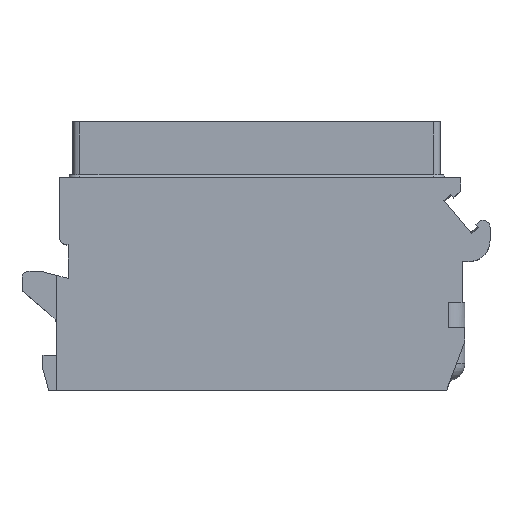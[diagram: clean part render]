
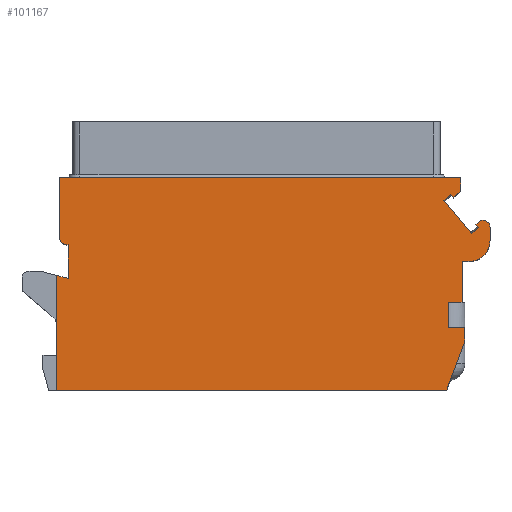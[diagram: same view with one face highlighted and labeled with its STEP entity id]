
A CAD part, top view. The second image highlights one B-rep face of the part: STEP entity #101167.
In plain terms, the highlighted planar face has unit normal (0, 0, 1).
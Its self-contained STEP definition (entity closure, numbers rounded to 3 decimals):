
#98=DIRECTION('',(0.643,-0.766,0.));
#99=VECTOR('',#98,0.3);
#100=CARTESIAN_POINT('',(15.698,11.873,7.));
#101=LINE('',#100,#99);
#102=DIRECTION('',(0.766,0.643,0.));
#103=VECTOR('',#102,0.236);
#104=CARTESIAN_POINT('',(15.698,11.873,7.));
#105=LINE('',#104,#103);
#106=DIRECTION('',(0.,1.,0.));
#107=VECTOR('',#106,0.942);
#108=CARTESIAN_POINT('',(16.7,10.7,7.));
#109=LINE('',#108,#107);
#110=DIRECTION('',(-1.,0.,0.));
#111=VECTOR('',#110,0.5);
#112=CARTESIAN_POINT('',(15.2,9.2,7.));
#113=LINE('',#112,#111);
#114=DIRECTION('',(0.,-1.,0.));
#115=VECTOR('',#114,2.9);
#116=CARTESIAN_POINT('',(14.7,9.2,7.));
#117=LINE('',#116,#115);
#118=DIRECTION('',(-1.,0.,0.));
#119=VECTOR('',#118,1.);
#120=CARTESIAN_POINT('',(14.7,6.3,7.));
#121=LINE('',#120,#119);
#122=DIRECTION('',(0.,-1.,0.));
#123=VECTOR('',#122,1.8);
#124=CARTESIAN_POINT('',(13.7,6.3,7.));
#125=LINE('',#124,#123);
#126=DIRECTION('',(1.,0.,0.));
#127=VECTOR('',#126,1.2);
#128=CARTESIAN_POINT('',(13.7,4.5,7.));
#129=LINE('',#128,#127);
#130=DIRECTION('',(0.,-1.,0.));
#131=VECTOR('',#130,1.);
#132=CARTESIAN_POINT('',(14.9,4.5,7.));
#133=LINE('',#132,#131);
#134=DIRECTION('',(-0.348,-0.937,0.));
#135=VECTOR('',#134,3.734);
#136=CARTESIAN_POINT('',(14.9,3.5,7.));
#137=LINE('',#136,#135);
#138=DIRECTION('',(1.,0.,0.));
#139=VECTOR('',#138,27.9);
#140=CARTESIAN_POINT('',(-14.3,0.,7.));
#141=LINE('',#140,#139);
#142=DIRECTION('',(0.966,-0.259,0.));
#143=VECTOR('',#142,0.828);
#144=CARTESIAN_POINT('',(-14.3,8.205,7.));
#145=LINE('',#144,#143);
#146=DIRECTION('',(0.,1.,0.));
#147=VECTOR('',#146,2.409);
#148=CARTESIAN_POINT('',(-13.5,7.991,7.));
#149=LINE('',#148,#147);
#150=DIRECTION('',(-1.,0.,0.));
#151=VECTOR('',#150,0.1);
#152=CARTESIAN_POINT('',(-13.5,10.4,7.));
#153=LINE('',#152,#151);
#154=CARTESIAN_POINT('',(-13.6,10.9,7.));
#155=DIRECTION('',(0.,0.,1.));
#156=DIRECTION('',(-1.,0.,0.));
#157=AXIS2_PLACEMENT_3D('',#154,#155,#156);
#159=DIRECTION('',(0.,-1.,0.));
#160=VECTOR('',#159,4.3);
#161=CARTESIAN_POINT('',(-14.1,15.2,7.));
#162=LINE('',#161,#160);
#163=DIRECTION('',(-1.,0.,0.));
#164=VECTOR('',#163,28.7);
#165=CARTESIAN_POINT('',(14.6,15.2,7.));
#166=LINE('',#165,#164);
#167=DIRECTION('',(0.,-1.,0.));
#168=VECTOR('',#167,0.985);
#169=CARTESIAN_POINT('',(14.6,15.2,7.));
#170=LINE('',#169,#168);
#171=DIRECTION('',(-0.766,-0.643,0.));
#172=VECTOR('',#171,0.665);
#173=CARTESIAN_POINT('',(14.6,14.215,7.));
#174=LINE('',#173,#172);
#175=DIRECTION('',(0.643,-0.766,0.));
#176=VECTOR('',#175,0.3);
#177=CARTESIAN_POINT('',(13.898,14.018,7.));
#178=LINE('',#177,#176);
#179=DIRECTION('',(0.643,-0.766,0.));
#180=VECTOR('',#179,3.1);
#181=CARTESIAN_POINT('',(13.4,13.6,7.));
#182=LINE('',#181,#180);
#195=CARTESIAN_POINT('',(16.2,11.642,7.));
#196=DIRECTION('',(0.,0.,1.));
#197=DIRECTION('',(1.,0.,0.));
#198=AXIS2_PLACEMENT_3D('',#195,#196,#197);
#222=CARTESIAN_POINT('',(15.2,10.7,7.));
#223=DIRECTION('',(0.,0.,-1.));
#224=DIRECTION('',(1.,0.,0.));
#225=AXIS2_PLACEMENT_3D('',#222,#223,#224);
#474=DIRECTION('',(0.,-1.,0.));
#475=VECTOR('',#474,8.205);
#476=CARTESIAN_POINT('',(-14.3,8.205,7.));
#477=LINE('',#476,#475);
#690=DIRECTION('',(0.766,0.643,0.));
#691=VECTOR('',#690,0.65);
#692=CARTESIAN_POINT('',(13.4,13.6,7.));
#693=LINE('',#692,#691);
#714=DIRECTION('',(-0.766,-0.643,0.));
#715=VECTOR('',#714,0.65);
#716=CARTESIAN_POINT('',(15.891,11.643,7.));
#717=LINE('',#716,#715);
#86328=CARTESIAN_POINT('',(-13.5,7.991,7.));
#86329=CARTESIAN_POINT('',(-13.5,10.4,7.));
#86330=VERTEX_POINT('',#86328);
#86331=VERTEX_POINT('',#86329);
#86332=CARTESIAN_POINT('',(-14.1,10.9,7.));
#86333=CARTESIAN_POINT('',(-13.6,10.4,7.));
#86334=VERTEX_POINT('',#86332);
#86335=VERTEX_POINT('',#86333);
#86336=CARTESIAN_POINT('',(-14.1,15.2,7.));
#86337=VERTEX_POINT('',#86336);
#86338=CARTESIAN_POINT('',(-14.3,8.205,7.));
#86340=VERTEX_POINT('',#86338);
#86350=CARTESIAN_POINT('',(-14.3,0.,7.));
#86351=VERTEX_POINT('',#86350);
#86394=CARTESIAN_POINT('',(14.7,9.2,7.));
#86396=VERTEX_POINT('',#86394);
#86410=CARTESIAN_POINT('',(14.7,6.3,7.));
#86411=CARTESIAN_POINT('',(13.7,6.3,7.));
#86412=VERTEX_POINT('',#86410);
#86413=VERTEX_POINT('',#86411);
#86414=CARTESIAN_POINT('',(13.7,4.5,7.));
#86415=VERTEX_POINT('',#86414);
#86416=CARTESIAN_POINT('',(14.9,4.5,7.));
#86417=VERTEX_POINT('',#86416);
#86418=CARTESIAN_POINT('',(14.9,3.5,7.));
#86419=VERTEX_POINT('',#86418);
#86420=CARTESIAN_POINT('',(13.6,0.,7.));
#86421=VERTEX_POINT('',#86420);
#86423=CARTESIAN_POINT('',(16.7,10.7,7.));
#86425=VERTEX_POINT('',#86423);
#86427=CARTESIAN_POINT('',(15.2,9.2,7.));
#86429=VERTEX_POINT('',#86427);
#86451=CARTESIAN_POINT('',(14.6,15.2,7.));
#86452=CARTESIAN_POINT('',(14.6,14.215,7.));
#86453=VERTEX_POINT('',#86451);
#86454=VERTEX_POINT('',#86452);
#86456=CARTESIAN_POINT('',(16.7,11.642,7.));
#86458=VERTEX_POINT('',#86456);
#86460=CARTESIAN_POINT('',(15.879,12.025,7.));
#86462=VERTEX_POINT('',#86460);
#88840=CARTESIAN_POINT('',(15.393,11.225,7.));
#88842=VERTEX_POINT('',#88840);
#88850=CARTESIAN_POINT('',(13.4,13.6,7.));
#88851=VERTEX_POINT('',#88850);
#88856=CARTESIAN_POINT('',(14.091,13.788,7.));
#88857=VERTEX_POINT('',#88856);
#88859=CARTESIAN_POINT('',(13.898,14.018,7.));
#88861=VERTEX_POINT('',#88859);
#88866=CARTESIAN_POINT('',(15.698,11.873,7.));
#88867=VERTEX_POINT('',#88866);
#88868=CARTESIAN_POINT('',(15.891,11.643,7.));
#88870=VERTEX_POINT('',#88868);
#101109=CARTESIAN_POINT('',(0.,0.,7.));
#101110=DIRECTION('',(0.,0.,1.));
#101111=DIRECTION('',(1.,0.,0.));
#101112=AXIS2_PLACEMENT_3D('',#101109,#101110,#101111);
#101113=PLANE('',#101112);
#101114=ORIENTED_EDGE('',*,*,#101099,.F.);
#101116=ORIENTED_EDGE('',*,*,#101115,.T.);
#101118=ORIENTED_EDGE('',*,*,#101117,.F.);
#101120=ORIENTED_EDGE('',*,*,#101119,.F.);
#101122=ORIENTED_EDGE('',*,*,#101121,.T.);
#101124=ORIENTED_EDGE('',*,*,#101123,.T.);
#101126=ORIENTED_EDGE('',*,*,#101125,.T.);
#101128=ORIENTED_EDGE('',*,*,#101127,.T.);
#101130=ORIENTED_EDGE('',*,*,#101129,.T.);
#101132=ORIENTED_EDGE('',*,*,#101131,.T.);
#101134=ORIENTED_EDGE('',*,*,#101133,.T.);
#101136=ORIENTED_EDGE('',*,*,#101135,.T.);
#101138=ORIENTED_EDGE('',*,*,#101137,.F.);
#101140=ORIENTED_EDGE('',*,*,#101139,.F.);
#101142=ORIENTED_EDGE('',*,*,#101141,.T.);
#101144=ORIENTED_EDGE('',*,*,#101143,.T.);
#101146=ORIENTED_EDGE('',*,*,#101145,.T.);
#101148=ORIENTED_EDGE('',*,*,#101147,.F.);
#101150=ORIENTED_EDGE('',*,*,#101149,.F.);
#101152=ORIENTED_EDGE('',*,*,#101151,.F.);
#101154=ORIENTED_EDGE('',*,*,#101153,.T.);
#101156=ORIENTED_EDGE('',*,*,#101155,.T.);
#101158=ORIENTED_EDGE('',*,*,#101157,.F.);
#101160=ORIENTED_EDGE('',*,*,#101159,.F.);
#101162=ORIENTED_EDGE('',*,*,#101161,.T.);
#101164=ORIENTED_EDGE('',*,*,#101163,.F.);
#101165=EDGE_LOOP('',(#101114,#101116,#101118,#101120,#101122,#101124,#101126,
#101128,#101130,#101132,#101134,#101136,#101138,#101140,#101142,#101144,#101146,
#101148,#101150,#101152,#101154,#101156,#101158,#101160,#101162,#101164));
#101166=FACE_OUTER_BOUND('',#101165,.F.);
#101167=ADVANCED_FACE('',(#101166),#101113,.T.);
#158=CIRCLE('',#157,0.5);
#199=CIRCLE('',#198,0.5);
#226=CIRCLE('',#225,1.5);
#101099=EDGE_CURVE('',#88867,#88870,#101,.T.);
#101115=EDGE_CURVE('',#88867,#86462,#105,.T.);
#101117=EDGE_CURVE('',#86458,#86462,#199,.T.);
#101119=EDGE_CURVE('',#86425,#86458,#109,.T.);
#101121=EDGE_CURVE('',#86425,#86429,#226,.T.);
#101123=EDGE_CURVE('',#86429,#86396,#113,.T.);
#101125=EDGE_CURVE('',#86396,#86412,#117,.T.);
#101127=EDGE_CURVE('',#86412,#86413,#121,.T.);
#101129=EDGE_CURVE('',#86413,#86415,#125,.T.);
#101131=EDGE_CURVE('',#86415,#86417,#129,.T.);
#101133=EDGE_CURVE('',#86417,#86419,#133,.T.);
#101135=EDGE_CURVE('',#86419,#86421,#137,.T.);
#101137=EDGE_CURVE('',#86351,#86421,#141,.T.);
#101139=EDGE_CURVE('',#86340,#86351,#477,.T.);
#101141=EDGE_CURVE('',#86340,#86330,#145,.T.);
#101143=EDGE_CURVE('',#86330,#86331,#149,.T.);
#101145=EDGE_CURVE('',#86331,#86335,#153,.T.);
#101147=EDGE_CURVE('',#86334,#86335,#158,.T.);
#101149=EDGE_CURVE('',#86337,#86334,#162,.T.);
#101151=EDGE_CURVE('',#86453,#86337,#166,.T.);
#101153=EDGE_CURVE('',#86453,#86454,#170,.T.);
#101155=EDGE_CURVE('',#86454,#88857,#174,.T.);
#101157=EDGE_CURVE('',#88861,#88857,#178,.T.);
#101159=EDGE_CURVE('',#88851,#88861,#693,.T.);
#101161=EDGE_CURVE('',#88851,#88842,#182,.T.);
#101163=EDGE_CURVE('',#88870,#88842,#717,.T.);
